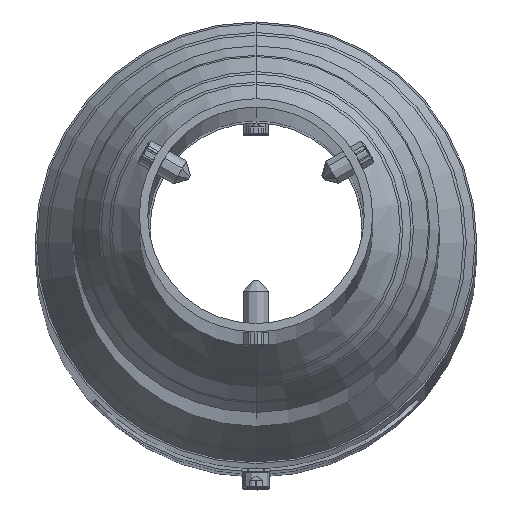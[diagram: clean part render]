
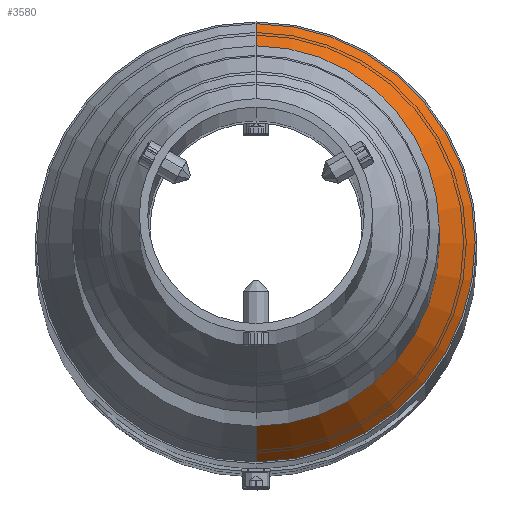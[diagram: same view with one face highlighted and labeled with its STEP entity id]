
A CAD part, top view. The second image highlights one B-rep face of the part: STEP entity #3580.
In plain terms, the highlighted conical face has half-angle 34.314 degrees and reference radius 69.85 mm.
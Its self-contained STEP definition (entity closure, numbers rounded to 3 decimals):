
#176 = LINE ( 'NONE', #650, #2454 ) ;
#650 = CARTESIAN_POINT ( 'NONE',  ( 0., 20., 69.85 ) ) ;
#811 = DIRECTION ( 'NONE',  ( 0., 0., -1. ) ) ;
#981 = EDGE_LOOP ( 'NONE', ( #3175, #4893, #5884, #5589 ) ) ;
#986 = CARTESIAN_POINT ( 'NONE',  ( 0., 0., 83.5 ) ) ;
#1108 = CARTESIAN_POINT ( 'NONE',  ( 0., 0., 0. ) ) ;
#1137 = DIRECTION ( 'NONE',  ( 0., -0.826, 0.564 ) ) ;
#1141 = CIRCLE ( 'NONE', #6544, 69.85 ) ;
#1707 = DIRECTION ( 'NONE',  ( 0., 0., -1. ) ) ;
#1901 = CIRCLE ( 'NONE', #3389, 83.5 ) ;
#2032 = VECTOR ( 'NONE', #2589, 1000. ) ;
#2194 = DIRECTION ( 'NONE',  ( 0., 1., 0. ) ) ;
#2454 = VECTOR ( 'NONE', #1137, 1000. ) ;
#2589 = DIRECTION ( 'NONE',  ( 0., -0.826, -0.564 ) ) ;
#2617 = AXIS2_PLACEMENT_3D ( 'NONE', #3211, #6262, #1707 ) ;
#2637 = EDGE_CURVE ( 'NONE', #5625, #4392, #176, .T. ) ;
#2644 = VERTEX_POINT ( 'NONE', #2663 ) ;
#2663 = CARTESIAN_POINT ( 'NONE',  ( 0., 0., -83.5 ) ) ;
#2703 = DIRECTION ( 'NONE',  ( 0., -1., 0. ) ) ;
#2704 = EDGE_CURVE ( 'NONE', #5544, #2644, #3597, .T. ) ;
#2828 = CONICAL_SURFACE ( 'NONE', #2617, 69.85, 0.599 ) ;
#2994 = CARTESIAN_POINT ( 'NONE',  ( 0., 20., -69.85 ) ) ;
#3140 = DIRECTION ( 'NONE',  ( 0., 0., 1. ) ) ;
#3175 = ORIENTED_EDGE ( 'NONE', *, *, #4448, .T. ) ;
#3211 = CARTESIAN_POINT ( 'NONE',  ( 0., 20., 0. ) ) ;
#3389 = AXIS2_PLACEMENT_3D ( 'NONE', #1108, #2194, #3140 ) ;
#3580 = ADVANCED_FACE ( 'NONE', ( #5856 ), #2828, .T. ) ;
#3597 = LINE ( 'NONE', #2994, #2032 ) ;
#4392 = VERTEX_POINT ( 'NONE', #986 ) ;
#4448 = EDGE_CURVE ( 'NONE', #5544, #5625, #1141, .T. ) ;
#4893 = ORIENTED_EDGE ( 'NONE', *, *, #2637, .T. ) ;
#5544 = VERTEX_POINT ( 'NONE', #6142 ) ;
#5589 = ORIENTED_EDGE ( 'NONE', *, *, #2704, .F. ) ;
#5625 = VERTEX_POINT ( 'NONE', #5804 ) ;
#5695 = CARTESIAN_POINT ( 'NONE',  ( 0., 20., 0. ) ) ;
#5804 = CARTESIAN_POINT ( 'NONE',  ( 0., 20., 69.85 ) ) ;
#5856 = FACE_OUTER_BOUND ( 'NONE', #981, .T. ) ;
#5884 = ORIENTED_EDGE ( 'NONE', *, *, #6179, .T. ) ;
#6142 = CARTESIAN_POINT ( 'NONE',  ( 0., 20., -69.85 ) ) ;
#6179 = EDGE_CURVE ( 'NONE', #4392, #2644, #1901, .T. ) ;
#6262 = DIRECTION ( 'NONE',  ( 0., -1., 0. ) ) ;
#6544 = AXIS2_PLACEMENT_3D ( 'NONE', #5695, #2703, #811 ) ;
